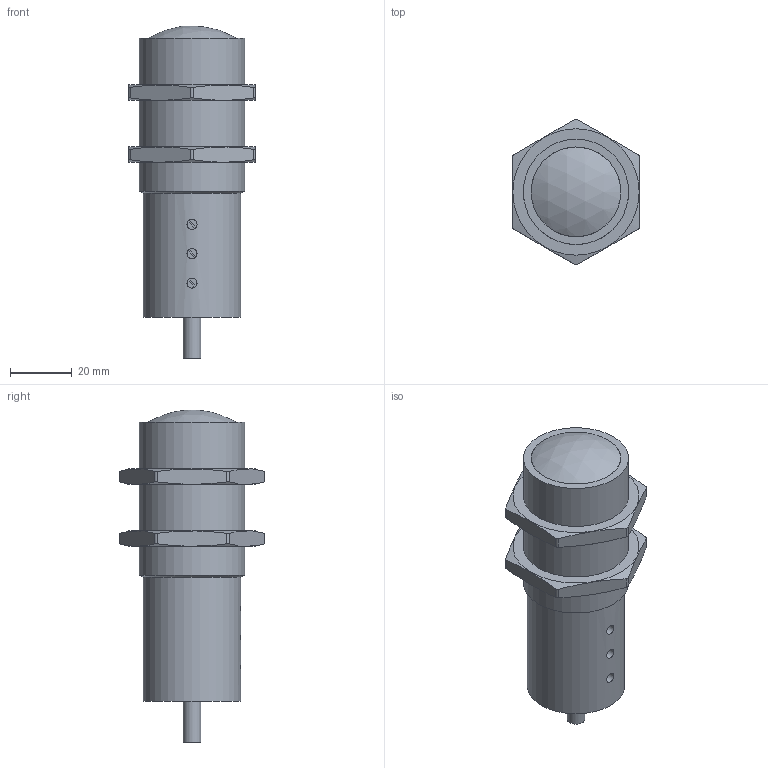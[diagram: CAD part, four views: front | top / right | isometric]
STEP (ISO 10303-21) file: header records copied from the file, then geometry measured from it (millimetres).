
FILE_DESCRIPTION(/* description */ (''),/* implementation_level */ '2;1');
FILE_NAME(/* name */ 'AL000066.stp',/* time_stamp */ '2016-09-28T09:45:16+02:00',/* author */ ('mitarbeiter'),/* organization */ (''),/* preprocessor_version */ 'ST-DEVELOPER v15.2',/* originating_system */ 'Autodesk Inventor 2014',/* authorisation */ '');
FILE_SCHEMA (('AUTOMOTIVE_DESIGN { 1 0 10303 214 3 1 1 }'));
Length unit declared in the file: millimetre
Products named in the file (1): AL000066
Bounding box: 41 x 47.03 x 107.23 mm (x, y, z)
Volume: 83418.6 mm3; surface area: 14149.7 mm2
Topology: 1 solids, 1 shells, 65 faces, 166 edges, 111 vertices
Faces by surface type: plane 36, cylinder 23, cone 5, sphere 1
Full cylindrical faces by diameter (mm): 3.242 x3, 5.7 x1, 6.65 x1, 28.9 x1, 29 x1, 31.5 x1, 34 x3
Entity records: 2058 total; most frequent: CARTESIAN_POINT 655, ORIENTED_EDGE 262, DIRECTION 244, EDGE_CURVE 131, AXIS2_PLACEMENT_3D 98, VERTEX_POINT 95, EDGE_LOOP 92, STYLED_ITEM 66
